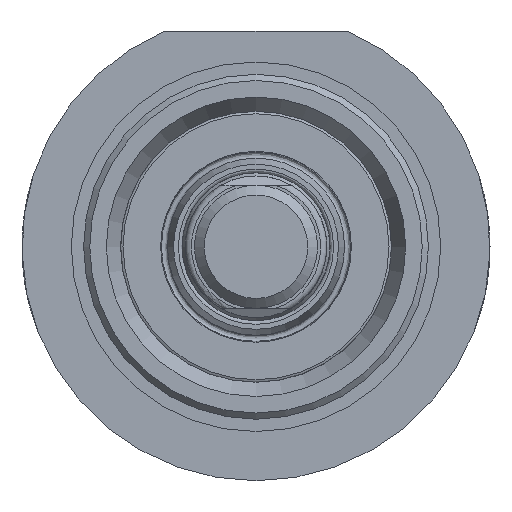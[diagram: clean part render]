
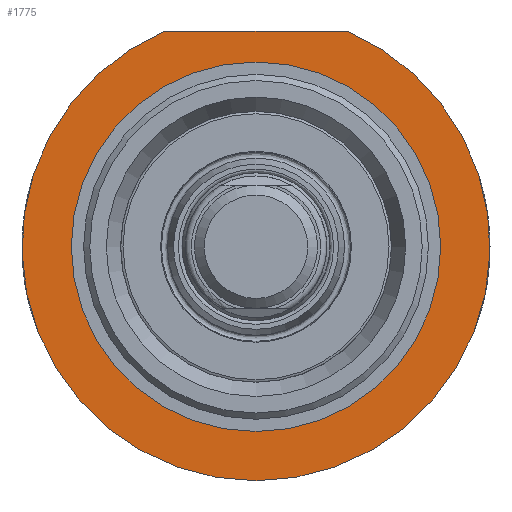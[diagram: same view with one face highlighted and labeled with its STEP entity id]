
A CAD part, front view. The second image highlights one B-rep face of the part: STEP entity #1775.
In plain terms, the highlighted planar face has unit normal (0, -1, 0).
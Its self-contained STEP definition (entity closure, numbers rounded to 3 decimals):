
#1511=CARTESIAN_POINT('',(-7.399,-71.25,17.5));
#1512=VERTEX_POINT('',#1511);
#1513=CARTESIAN_POINT('',(7.399,-71.25,17.5));
#1514=VERTEX_POINT('',#1513);
#1515=CARTESIAN_POINT('',(-7.399,-71.25,17.5));
#1516=DIRECTION('',(1.0,0.0,0.0));
#1517=VECTOR('',#1516,14.799);
#1518=LINE('',#1515,#1517);
#1519=EDGE_CURVE('',#1512,#1514,#1518,.T.);
#1554=CARTESIAN_POINT('',(0.0,-71.25,0.0));
#1555=DIRECTION('',(0.0,1.0,0.0));
#1556=DIRECTION('',(-0.389,0.0,0.921));
#1557=AXIS2_PLACEMENT_3D('',#1554,#1555,#1556);
#1558=CIRCLE('',#1557,19.);
#1559=EDGE_CURVE('',#1514,#1512,#1558,.T.);
#1735=CARTESIAN_POINT('',(0.0,-71.25,15.));
#1736=VERTEX_POINT('',#1735);
#1737=CARTESIAN_POINT('',(0.0,-71.25,0.0));
#1738=DIRECTION('',(0.0,1.0,0.0));
#1739=DIRECTION('',(0.0,0.0,1.0));
#1740=AXIS2_PLACEMENT_3D('',#1737,#1738,#1739);
#1741=CIRCLE('',#1740,15.0);
#1742=EDGE_CURVE('',#1736,#1736,#1741,.T.);
#1763=CARTESIAN_POINT('',(0.,-71.25,1.475));
#1764=DIRECTION('',(0.0,-1.0,0.0));
#1765=DIRECTION('',(0.0,0.0,-1.0));
#1766=AXIS2_PLACEMENT_3D('',#1763,#1764,#1765);
#1767=PLANE('',#1766);
#1768=ORIENTED_EDGE('',*,*,#1519,.F.);
#1769=ORIENTED_EDGE('',*,*,#1559,.F.);
#1770=EDGE_LOOP('',(#1768,#1769));
#1771=FACE_OUTER_BOUND('',#1770,.T.);
#1772=ORIENTED_EDGE('',*,*,#1742,.T.);
#1773=EDGE_LOOP('',(#1772));
#1774=FACE_BOUND('',#1773,.T.);
#1775=ADVANCED_FACE('',(#1771,#1774),#1767,.T.);
